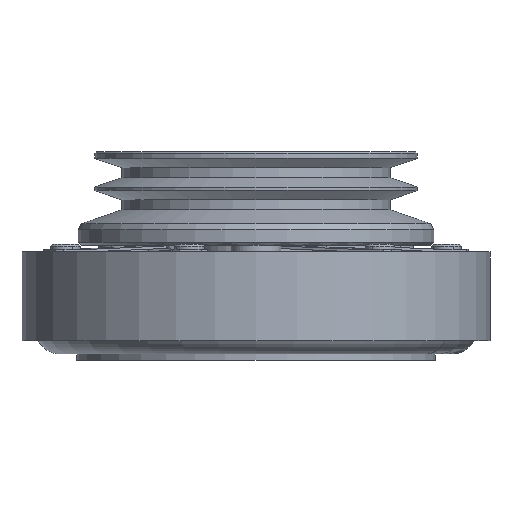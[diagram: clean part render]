
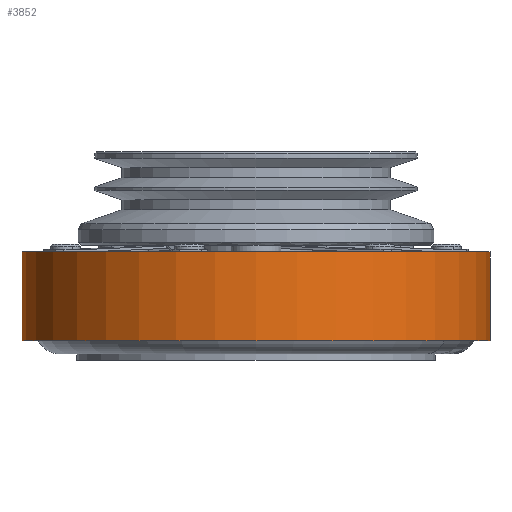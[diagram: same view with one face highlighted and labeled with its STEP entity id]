
A CAD part, front view. The second image highlights one B-rep face of the part: STEP entity #3852.
In plain terms, the highlighted cylindrical face has radius 75 mm (diameter 150 mm), a partial arc.
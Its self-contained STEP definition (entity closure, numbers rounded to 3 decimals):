
#420 = CARTESIAN_POINT ( 'NONE',  ( 0., 0., 5.5 ) ) ;
#1740 = DIRECTION ( 'NONE',  ( 0.939, -0.344, 0. ) ) ;
#1933 = DIRECTION ( 'NONE',  ( -1., 0., 0. ) ) ;
#2247 = ORIENTED_EDGE ( 'NONE', *, *, #10844, .F. ) ;
#3205 = DIRECTION ( 'NONE',  ( 1., 0., 0. ) ) ;
#3345 = DIRECTION ( 'NONE',  ( 0., 0., -1. ) ) ;
#3852 = ADVANCED_FACE ( 'NONE', ( #8439 ), #15050, .T. ) ;
#4530 = CARTESIAN_POINT ( 'NONE',  ( 0., 0., -23. ) ) ;
#4568 = EDGE_CURVE ( 'NONE', #12983, #13359, #8216, .T. ) ;
#4684 = VECTOR ( 'NONE', #3345, 1000. ) ;
#5659 = LINE ( 'NONE', #10542, #12302 ) ;
#5768 = EDGE_CURVE ( 'NONE', #11687, #6242, #5659, .T. ) ;
#5817 = AXIS2_PLACEMENT_3D ( 'NONE', #4530, #12434, #3205 ) ;
#5906 = CARTESIAN_POINT ( 'NONE',  ( 75., 0., 5.5 ) ) ;
#6242 = VERTEX_POINT ( 'NONE', #9932 ) ;
#8216 = LINE ( 'NONE', #16535, #4684 ) ;
#8439 = FACE_OUTER_BOUND ( 'NONE', #12349, .T. ) ;
#8690 = AXIS2_PLACEMENT_3D ( 'NONE', #11239, #12189, #1933 ) ;
#9425 = CIRCLE ( 'NONE', #16270, 75. ) ;
#9668 = DIRECTION ( 'NONE',  ( 0., 0., 1. ) ) ;
#9755 = EDGE_CURVE ( 'NONE', #6242, #13359, #16915, .T. ) ;
#9932 = CARTESIAN_POINT ( 'NONE',  ( -75., 0., -23. ) ) ;
#10490 = ORIENTED_EDGE ( 'NONE', *, *, #5768, .T. ) ;
#10542 = CARTESIAN_POINT ( 'NONE',  ( -75., 0., -88.99 ) ) ;
#10844 = EDGE_CURVE ( 'NONE', #11687, #12983, #9425, .T. ) ;
#11239 = CARTESIAN_POINT ( 'NONE',  ( 0., 0., -88.99 ) ) ;
#11687 = VERTEX_POINT ( 'NONE', #12571 ) ;
#12189 = DIRECTION ( 'NONE',  ( 0., 0., -1. ) ) ;
#12302 = VECTOR ( 'NONE', #15615, 1000. ) ;
#12349 = EDGE_LOOP ( 'NONE', ( #12660, #2247, #10490, #16087 ) ) ;
#12434 = DIRECTION ( 'NONE',  ( 0., 0., 1. ) ) ;
#12571 = CARTESIAN_POINT ( 'NONE',  ( -75., 0., 5.5 ) ) ;
#12660 = ORIENTED_EDGE ( 'NONE', *, *, #4568, .F. ) ;
#12983 = VERTEX_POINT ( 'NONE', #5906 ) ;
#13359 = VERTEX_POINT ( 'NONE', #16776 ) ;
#15050 = CYLINDRICAL_SURFACE ( 'NONE', #8690, 75. ) ;
#15615 = DIRECTION ( 'NONE',  ( 0., 0., -1. ) ) ;
#16087 = ORIENTED_EDGE ( 'NONE', *, *, #9755, .T. ) ;
#16270 = AXIS2_PLACEMENT_3D ( 'NONE', #420, #9668, #1740 ) ;
#16535 = CARTESIAN_POINT ( 'NONE',  ( 75., 0., -88.99 ) ) ;
#16776 = CARTESIAN_POINT ( 'NONE',  ( 75., 0., -23. ) ) ;
#16915 = CIRCLE ( 'NONE', #5817, 75. ) ;
